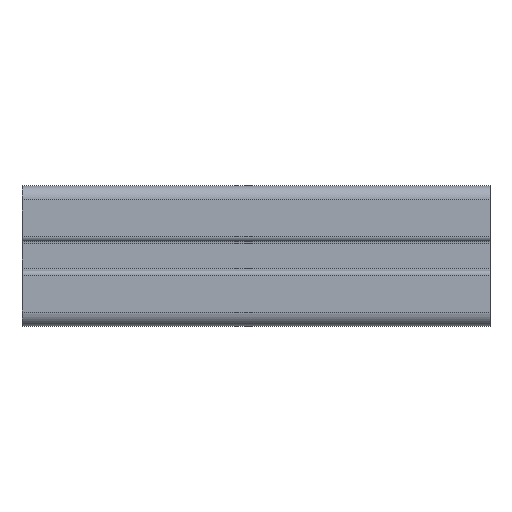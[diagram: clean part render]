
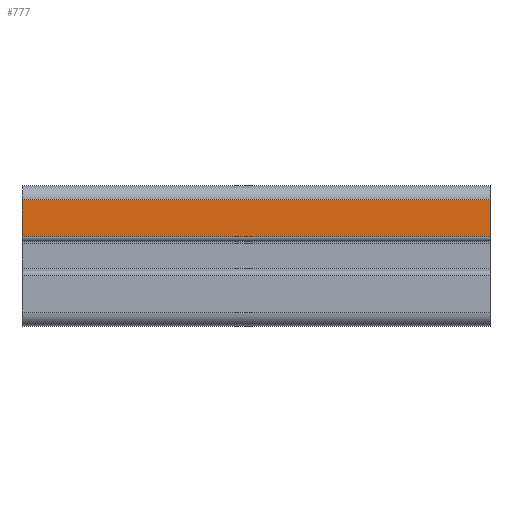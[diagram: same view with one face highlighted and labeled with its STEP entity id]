
A CAD part, top view. The second image highlights one B-rep face of the part: STEP entity #777.
In plain terms, the highlighted planar face has unit normal (0, 0, 1).
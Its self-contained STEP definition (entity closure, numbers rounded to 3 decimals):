
#1 = EDGE_LOOP ( 'NONE', ( #4091, #1660, #4893, #4056 ) ) ;
#350 = LINE ( 'NONE', #1236, #4574 ) ;
#432 = DIRECTION ( 'NONE',  ( 0., -1., 0. ) ) ;
#500 = CARTESIAN_POINT ( 'NONE',  ( 59.184, 66.898, 15. ) ) ;
#677 = CARTESIAN_POINT ( 'NONE',  ( -40.816, 66.898, 15. ) ) ;
#777 = ADVANCED_FACE ( 'NONE', ( #3390 ), #4315, .F. ) ;
#852 = VERTEX_POINT ( 'NONE', #1121 ) ;
#949 = VERTEX_POINT ( 'NONE', #500 ) ;
#1053 = VECTOR ( 'NONE', #3179, 1000. ) ;
#1102 = DIRECTION ( 'NONE',  ( 0., 0., -1. ) ) ;
#1121 = CARTESIAN_POINT ( 'NONE',  ( -40.816, 66.898, 15. ) ) ;
#1183 = CARTESIAN_POINT ( 'NONE',  ( -40.816, 58.998, 15. ) ) ;
#1236 = CARTESIAN_POINT ( 'NONE',  ( 59.184, 58.998, 15. ) ) ;
#1242 = VECTOR ( 'NONE', #432, 1000. ) ;
#1511 = LINE ( 'NONE', #2711, #2214 ) ;
#1566 = AXIS2_PLACEMENT_3D ( 'NONE', #3554, #1102, #3087 ) ;
#1660 = ORIENTED_EDGE ( 'NONE', *, *, #4292, .F. ) ;
#1748 = LINE ( 'NONE', #677, #1053 ) ;
#2094 = VERTEX_POINT ( 'NONE', #1183 ) ;
#2214 = VECTOR ( 'NONE', #3110, 1000. ) ;
#2711 = CARTESIAN_POINT ( 'NONE',  ( 59.184, 66.898, 15. ) ) ;
#3087 = DIRECTION ( 'NONE',  ( -1., 0., 0. ) ) ;
#3100 = CARTESIAN_POINT ( 'NONE',  ( 59.184, 58.998, 15. ) ) ;
#3110 = DIRECTION ( 'NONE',  ( -1., 0., 0. ) ) ;
#3179 = DIRECTION ( 'NONE',  ( 0., -1., 0. ) ) ;
#3390 = FACE_OUTER_BOUND ( 'NONE', #1, .T. ) ;
#3554 = CARTESIAN_POINT ( 'NONE',  ( 59.184, 66.898, 15. ) ) ;
#3607 = EDGE_CURVE ( 'NONE', #949, #852, #1511, .T. ) ;
#3667 = DIRECTION ( 'NONE',  ( -1., 0., 0. ) ) ;
#4056 = ORIENTED_EDGE ( 'NONE', *, *, #3607, .T. ) ;
#4091 = ORIENTED_EDGE ( 'NONE', *, *, #4822, .T. ) ;
#4292 = EDGE_CURVE ( 'NONE', #5286, #2094, #350, .T. ) ;
#4315 = PLANE ( 'NONE',  #1566 ) ;
#4514 = EDGE_CURVE ( 'NONE', #949, #5286, #5096, .T. ) ;
#4574 = VECTOR ( 'NONE', #3667, 1000. ) ;
#4597 = CARTESIAN_POINT ( 'NONE',  ( 59.184, 66.898, 15. ) ) ;
#4822 = EDGE_CURVE ( 'NONE', #852, #2094, #1748, .T. ) ;
#4893 = ORIENTED_EDGE ( 'NONE', *, *, #4514, .F. ) ;
#5096 = LINE ( 'NONE', #4597, #1242 ) ;
#5286 = VERTEX_POINT ( 'NONE', #3100 ) ;
